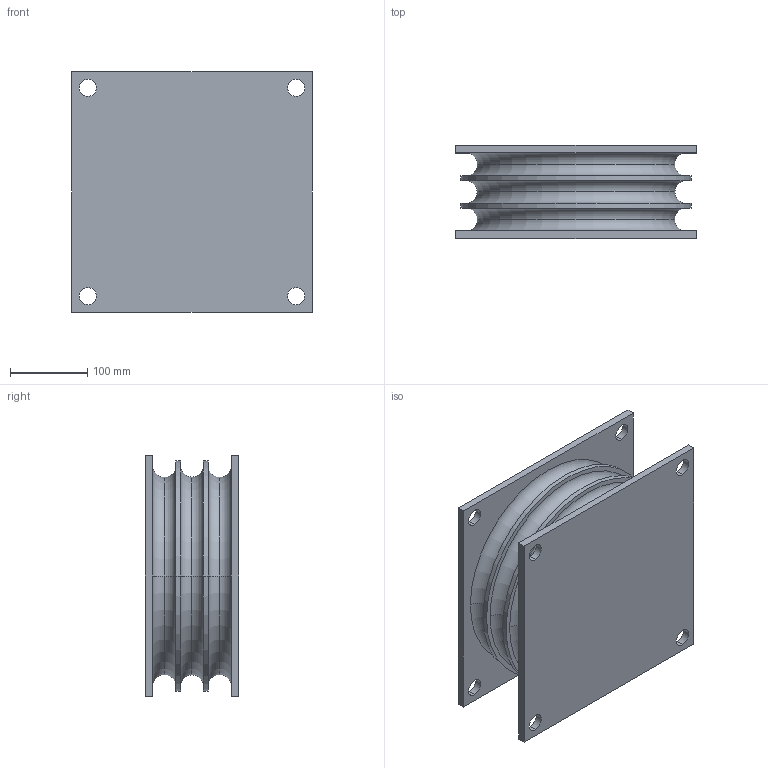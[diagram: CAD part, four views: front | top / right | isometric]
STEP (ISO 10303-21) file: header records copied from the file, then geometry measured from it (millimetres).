
FILE_DESCRIPTION (( 'STEP AP203' ), '1' );
FILE_NAME ('SML-6 RevF.STEP', '2025-02-06T14:48:18', ( '' ), ( '' ), 'SwSTEP 2.0', 'SolidWorks 2016', '' );
FILE_SCHEMA (( 'CONFIG_CONTROL_DESIGN' ));
Length unit declared in the file: inch
Products named in the file (1): SML-6 RevF
Bounding box: 311.15 x 120.65 x 311.15 mm (x, y, z)
Volume: 7516536.8 mm3; surface area: 1203681.3 mm2
Topology: 7 solids, 7 shells, 54 faces, 114 edges, 74 vertices
Faces by surface type: plane 22, cylinder 20, torus 12
Entity records: 1579 total; most frequent: DIRECTION 294, CARTESIAN_POINT 243, ORIENTED_EDGE 228, AXIS2_PLACEMENT_3D 125, EDGE_CURVE 114, VERTEX_POINT 74, CIRCLE 70, EDGE_LOOP 70
